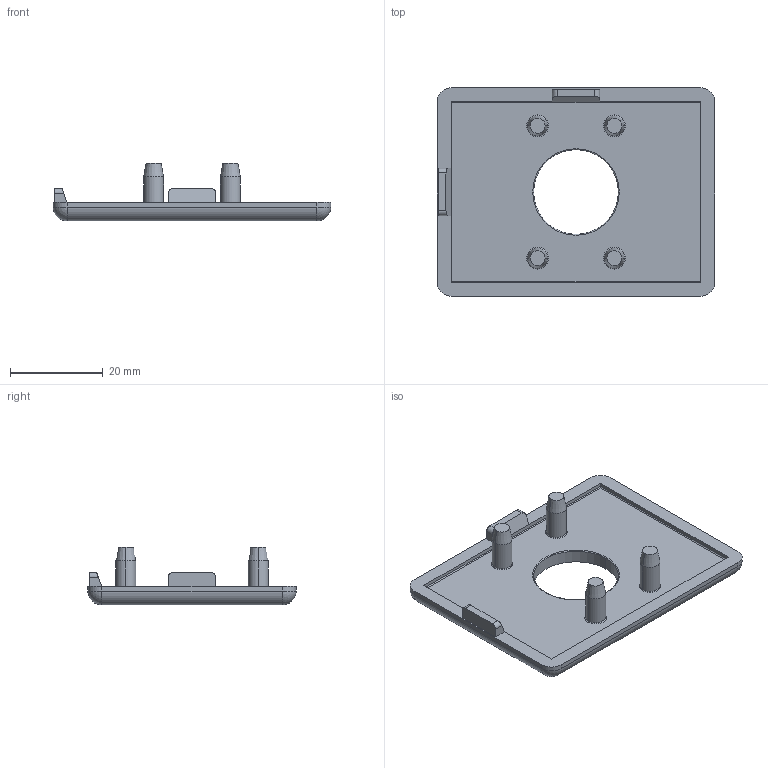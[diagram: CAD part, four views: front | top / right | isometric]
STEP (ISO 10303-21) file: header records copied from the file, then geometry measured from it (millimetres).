
FILE_DESCRIPTION(('STEP AP214'),'1');
FILE_NAME('fath_091083.stp','2017-05-01T06:13:26',('TraceParts'),('TraceParts S.A.'),'Spatial InterOp 3D',' ',' ');
FILE_SCHEMA(('automotive_design'));
Length unit declared in the file: millimetre
Products named in the file (1): fath_091083
Bounding box: 60 x 45 x 12.5 mm (x, y, z)
Volume: 8130.9 mm3; surface area: 6339.1 mm2
Topology: 1 solids, 1 shells, 73 faces, 164 edges, 94 vertices
Faces by surface type: cylinder 26, plane 25, torus 10, cone 8, sphere 4
Entity records: 1997 total; most frequent: DIRECTION 368, CARTESIAN_POINT 352, ORIENTED_EDGE 320, EDGE_CURVE 160, AXIS2_PLACEMENT_3D 142, VERTEX_POINT 94, LINE 84, VECTOR 84
